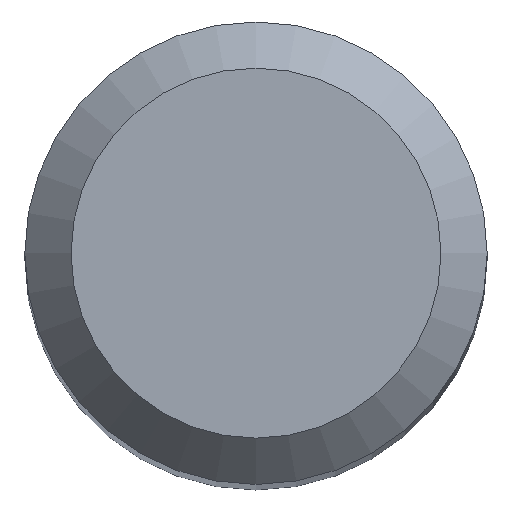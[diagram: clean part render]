
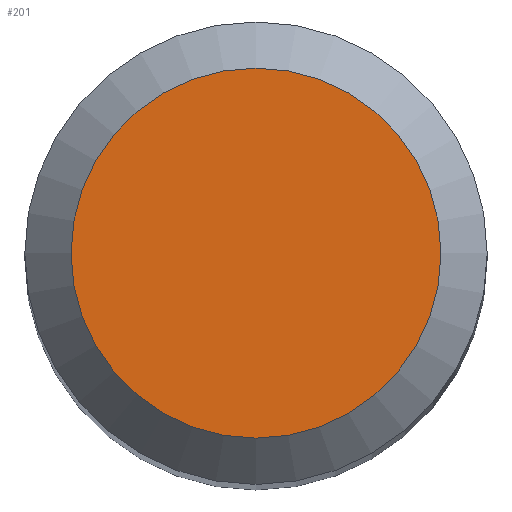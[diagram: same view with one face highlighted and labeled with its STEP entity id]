
A CAD part, top view. The second image highlights one B-rep face of the part: STEP entity #201.
In plain terms, the highlighted planar face has unit normal (0, 0, 1).
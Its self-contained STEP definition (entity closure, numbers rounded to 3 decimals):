
#18 = DIRECTION ( 'NONE',  ( 0., 1., 0. ) ) ;
#51 = DIRECTION ( 'NONE',  ( 0., 0., -1. ) ) ;
#103 = FACE_OUTER_BOUND ( 'NONE', #208, .T. ) ;
#109 = CARTESIAN_POINT ( 'NONE',  ( 0., 0., 35. ) ) ;
#133 = DIRECTION ( 'NONE',  ( 0., 0., -1. ) ) ;
#136 = ORIENTED_EDGE ( 'NONE', *, *, #139, .F. ) ;
#139 = EDGE_CURVE ( 'NONE', #192, #192, #239, .T. ) ;
#167 = CARTESIAN_POINT ( 'NONE',  ( 0., 1.6, 35. ) ) ;
#182 = AXIS2_PLACEMENT_3D ( 'NONE', #109, #51, #18 ) ;
#192 = VERTEX_POINT ( 'NONE', #167 ) ;
#196 = CARTESIAN_POINT ( 'NONE',  ( 0., 0., 35. ) ) ;
#201 = ADVANCED_FACE ( 'NONE', ( #103 ), #264, .F. ) ;
#208 = EDGE_LOOP ( 'NONE', ( #136 ) ) ;
#219 = AXIS2_PLACEMENT_3D ( 'NONE', #196, #133, #283 ) ;
#239 = CIRCLE ( 'NONE', #219, 1.6 ) ;
#264 = PLANE ( 'NONE',  #182 ) ;
#283 = DIRECTION ( 'NONE',  ( 0., 1., 0. ) ) ;
